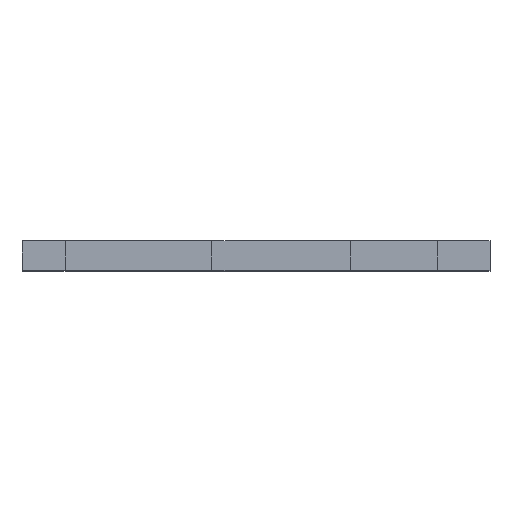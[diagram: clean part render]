
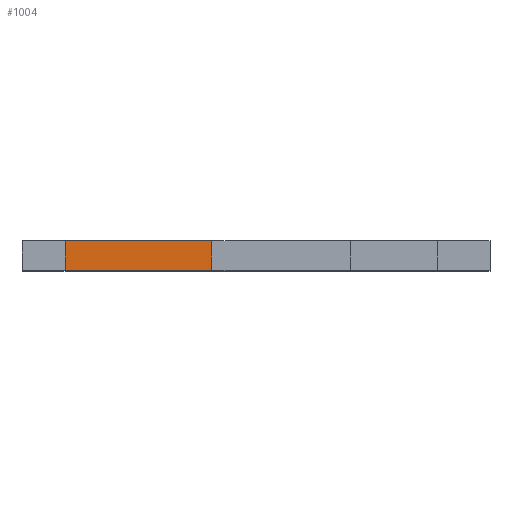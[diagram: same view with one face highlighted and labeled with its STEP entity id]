
A CAD part, top view. The second image highlights one B-rep face of the part: STEP entity #1004.
In plain terms, the highlighted planar face has unit normal (0, 0, 1).
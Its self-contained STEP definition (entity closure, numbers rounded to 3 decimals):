
#55=PLANE('',#1077);
#104=FACE_OUTER_BOUND('',#153,.T.);
#153=EDGE_LOOP('',(#828,#829,#830,#831));
#274=LINE('',#1565,#405);
#275=LINE('',#1568,#406);
#276=LINE('',#1570,#407);
#277=LINE('',#1571,#408);
#405=VECTOR('',#1286,10.);
#406=VECTOR('',#1289,10.);
#407=VECTOR('',#1290,10.);
#408=VECTOR('',#1291,10.);
#519=VERTEX_POINT('',#1561);
#520=VERTEX_POINT('',#1563);
#521=VERTEX_POINT('',#1567);
#522=VERTEX_POINT('',#1569);
#650=EDGE_CURVE('',#519,#520,#274,.T.);
#651=EDGE_CURVE('',#521,#519,#275,.T.);
#652=EDGE_CURVE('',#522,#520,#276,.T.);
#653=EDGE_CURVE('',#521,#522,#277,.T.);
#828=ORIENTED_EDGE('',*,*,#651,.T.);
#829=ORIENTED_EDGE('',*,*,#650,.T.);
#830=ORIENTED_EDGE('',*,*,#652,.F.);
#831=ORIENTED_EDGE('',*,*,#653,.F.);
#1004=ADVANCED_FACE('',(#104),#55,.T.);
#1077=AXIS2_PLACEMENT_3D('',#1566,#1287,#1288);
#1286=DIRECTION('',(0.,1.,0.));
#1287=DIRECTION('center_axis',(0.,0.,1.));
#1288=DIRECTION('ref_axis',(1.,0.,0.));
#1289=DIRECTION('',(1.,0.,0.));
#1290=DIRECTION('',(1.,0.,0.));
#1291=DIRECTION('',(0.,1.,0.));
#1561=CARTESIAN_POINT('',(-46.624,0.,2.802));
#1563=CARTESIAN_POINT('',(-46.624,2.,2.802));
#1565=CARTESIAN_POINT('',(-46.624,0.,2.802));
#1566=CARTESIAN_POINT('Origin',(-56.574,0.,2.802));
#1567=CARTESIAN_POINT('',(-56.574,0.,2.802));
#1568=CARTESIAN_POINT('',(-56.574,0.,2.802));
#1569=CARTESIAN_POINT('',(-56.574,2.,2.802));
#1570=CARTESIAN_POINT('',(-56.574,2.,2.802));
#1571=CARTESIAN_POINT('',(-56.574,0.,2.802));
